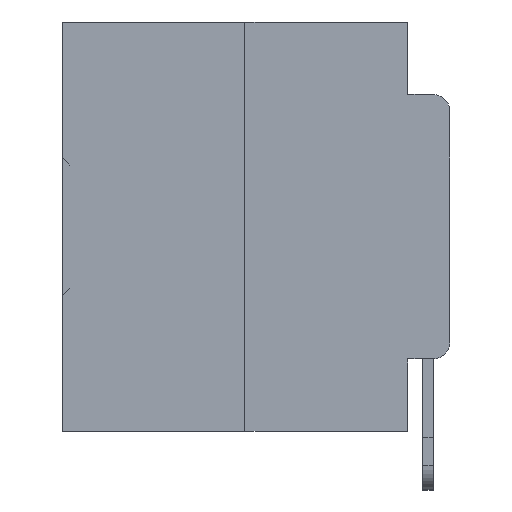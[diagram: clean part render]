
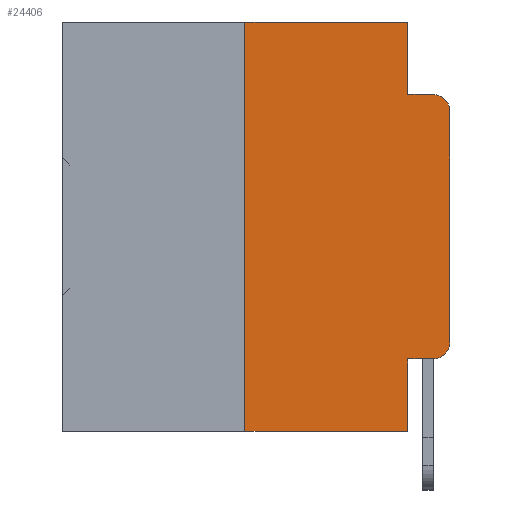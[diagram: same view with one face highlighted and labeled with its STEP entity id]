
A CAD part, left-side view. The second image highlights one B-rep face of the part: STEP entity #24406.
In plain terms, the highlighted planar face has unit normal (-1, 0, 0).
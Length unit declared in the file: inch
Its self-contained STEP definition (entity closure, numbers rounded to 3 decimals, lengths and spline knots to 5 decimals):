
#696 = CARTESIAN_POINT ( 'NONE',  ( 0., 0.473, -0.5 ) ) ;
#1049 = VECTOR ( 'NONE', #32353, 39.37008 ) ;
#1093 = ORIENTED_EDGE ( 'NONE', *, *, #8683, .T. ) ;
#1317 = LINE ( 'NONE', #696, #31758 ) ;
#1469 = CARTESIAN_POINT ( 'NONE',  ( 0., 0., 0. ) ) ;
#1526 = ORIENTED_EDGE ( 'NONE', *, *, #24369, .F. ) ;
#2746 = VECTOR ( 'NONE', #25917, 39.37008 ) ;
#2933 = VECTOR ( 'NONE', #16992, 39.37008 ) ;
#3450 = AXIS2_PLACEMENT_3D ( 'NONE', #32123, #14769, #34953 ) ;
#3713 = LINE ( 'NONE', #1469, #33960 ) ;
#3878 = PLANE ( 'NONE',  #6950 ) ;
#4130 = CARTESIAN_POINT ( 'NONE',  ( 0., 0.051, -0.5 ) ) ;
#5294 = VECTOR ( 'NONE', #28607, 39.37008 ) ;
#5859 = VERTEX_POINT ( 'NONE', #21038 ) ;
#5894 = EDGE_CURVE ( 'NONE', #35335, #19831, #34766, .T. ) ;
#6497 = DIRECTION ( 'NONE',  ( -1., 0., 0. ) ) ;
#6950 = AXIS2_PLACEMENT_3D ( 'NONE', #27544, #10062, #30460 ) ;
#7169 = ORIENTED_EDGE ( 'NONE', *, *, #11210, .T. ) ;
#7673 = ORIENTED_EDGE ( 'NONE', *, *, #34069, .F. ) ;
#7708 = ORIENTED_EDGE ( 'NONE', *, *, #11051, .T. ) ;
#7746 = CARTESIAN_POINT ( 'NONE',  ( 0., 0.25, 0. ) ) ;
#8683 = EDGE_CURVE ( 'NONE', #34785, #14228, #24658, .T. ) ;
#8994 = CARTESIAN_POINT ( 'NONE',  ( 0., 0.051, -0.4115 ) ) ;
#9110 = EDGE_CURVE ( 'NONE', #9113, #24190, #10014, .T. ) ;
#9113 = VERTEX_POINT ( 'NONE', #19842 ) ;
#9620 = ORIENTED_EDGE ( 'NONE', *, *, #16648, .F. ) ;
#10014 = LINE ( 'NONE', #25564, #2933 ) ;
#10062 = DIRECTION ( 'NONE',  ( 1., 0., 0. ) ) ;
#10066 = ORIENTED_EDGE ( 'NONE', *, *, #20466, .F. ) ;
#10768 = LINE ( 'NONE', #22996, #2746 ) ;
#10789 = EDGE_LOOP ( 'NONE', ( #7169, #24633, #7673, #1526, #22839, #10066, #7708, #9620, #1093, #26521 ) ) ;
#11051 = EDGE_CURVE ( 'NONE', #5859, #36266, #1317, .T. ) ;
#11210 = EDGE_CURVE ( 'NONE', #25066, #35335, #3713, .T. ) ;
#12648 = VECTOR ( 'NONE', #21556, 39.37008 ) ;
#13157 = CARTESIAN_POINT ( 'NONE',  ( 0., 0.02, -0.0885 ) ) ;
#13584 = DIRECTION ( 'NONE',  ( 0., 0., 1. ) ) ;
#14228 = VERTEX_POINT ( 'NONE', #34848 ) ;
#14769 = DIRECTION ( 'NONE',  ( -1., 0., 0. ) ) ;
#15831 = AXIS2_PLACEMENT_3D ( 'NONE', #24099, #6497, #27027 ) ;
#16648 = EDGE_CURVE ( 'NONE', #34785, #36266, #20970, .T. ) ;
#16992 = DIRECTION ( 'NONE',  ( 0., -1., 0. ) ) ;
#19831 = VERTEX_POINT ( 'NONE', #13157 ) ;
#19842 = CARTESIAN_POINT ( 'NONE',  ( 0., 0.25, 0. ) ) ;
#20466 = EDGE_CURVE ( 'NONE', #5859, #9113, #24562, .T. ) ;
#20970 = LINE ( 'NONE', #37236, #5294 ) ;
#21038 = CARTESIAN_POINT ( 'NONE',  ( 0., 0.25, -0.5 ) ) ;
#21431 = CARTESIAN_POINT ( 'NONE',  ( 0., 0.051, 0. ) ) ;
#21556 = DIRECTION ( 'NONE',  ( 0., 0., -1. ) ) ;
#22699 = CARTESIAN_POINT ( 'NONE',  ( 0., 0.051, -0.0885 ) ) ;
#22839 = ORIENTED_EDGE ( 'NONE', *, *, #9110, .F. ) ;
#22996 = CARTESIAN_POINT ( 'NONE',  ( 0., 0.051, -0.0885 ) ) ;
#23017 = CIRCLE ( 'NONE', #3450, 0.02 ) ;
#23604 = CARTESIAN_POINT ( 'NONE',  ( 0., 0.051, 0. ) ) ;
#23654 = VECTOR ( 'NONE', #28234, 39.37008 ) ;
#24099 = CARTESIAN_POINT ( 'NONE',  ( 0., 0.02, -0.1085 ) ) ;
#24190 = VERTEX_POINT ( 'NONE', #23604 ) ;
#24369 = EDGE_CURVE ( 'NONE', #24190, #35871, #35745, .T. ) ;
#24406 = ADVANCED_FACE ( 'NONE', ( #27199 ), #3878, .F. ) ;
#24562 = LINE ( 'NONE', #7746, #23654 ) ;
#24633 = ORIENTED_EDGE ( 'NONE', *, *, #5894, .T. ) ;
#24658 = LINE ( 'NONE', #8994, #1049 ) ;
#25066 = VERTEX_POINT ( 'NONE', #36513 ) ;
#25564 = CARTESIAN_POINT ( 'NONE',  ( 0., 0.473, 0. ) ) ;
#25917 = DIRECTION ( 'NONE',  ( 0., -1., 0. ) ) ;
#26521 = ORIENTED_EDGE ( 'NONE', *, *, #34780, .T. ) ;
#27027 = DIRECTION ( 'NONE',  ( 0., 0., -1. ) ) ;
#27199 = FACE_OUTER_BOUND ( 'NONE', #10789, .T. ) ;
#27544 = CARTESIAN_POINT ( 'NONE',  ( 0., 0.473, 0. ) ) ;
#28234 = DIRECTION ( 'NONE',  ( 0., 0., 1. ) ) ;
#28607 = DIRECTION ( 'NONE',  ( 0., 0., -1. ) ) ;
#29180 = CARTESIAN_POINT ( 'NONE',  ( 0., 0.051, -0.4115 ) ) ;
#30238 = DIRECTION ( 'NONE',  ( 0., -1., 0. ) ) ;
#30460 = DIRECTION ( 'NONE',  ( 0., 0., -1. ) ) ;
#31758 = VECTOR ( 'NONE', #30238, 39.37008 ) ;
#31924 = CARTESIAN_POINT ( 'NONE',  ( 0., 0., -0.1085 ) ) ;
#32123 = CARTESIAN_POINT ( 'NONE',  ( 0., 0.02, -0.3915 ) ) ;
#32353 = DIRECTION ( 'NONE',  ( 0., -1., 0. ) ) ;
#33960 = VECTOR ( 'NONE', #13584, 39.37008 ) ;
#34069 = EDGE_CURVE ( 'NONE', #35871, #19831, #10768, .T. ) ;
#34766 = CIRCLE ( 'NONE', #15831, 0.02 ) ;
#34780 = EDGE_CURVE ( 'NONE', #14228, #25066, #23017, .T. ) ;
#34785 = VERTEX_POINT ( 'NONE', #29180 ) ;
#34848 = CARTESIAN_POINT ( 'NONE',  ( 0., 0.02, -0.4115 ) ) ;
#34953 = DIRECTION ( 'NONE',  ( 0., 0., -1. ) ) ;
#35335 = VERTEX_POINT ( 'NONE', #31924 ) ;
#35745 = LINE ( 'NONE', #21431, #12648 ) ;
#35871 = VERTEX_POINT ( 'NONE', #22699 ) ;
#36266 = VERTEX_POINT ( 'NONE', #4130 ) ;
#36513 = CARTESIAN_POINT ( 'NONE',  ( 0., 0., -0.3915 ) ) ;
#37236 = CARTESIAN_POINT ( 'NONE',  ( 0., 0.051, 0. ) ) ;
